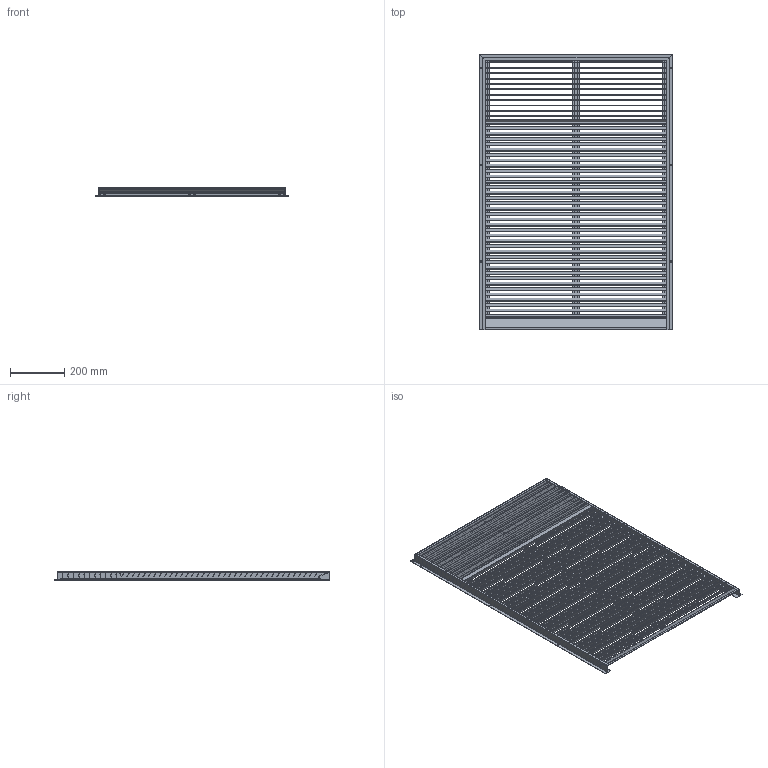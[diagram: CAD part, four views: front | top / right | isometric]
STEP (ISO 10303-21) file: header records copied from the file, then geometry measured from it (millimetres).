
FILE_DESCRIPTION (( 'STEP AP203' ), '1' );
FILE_NAME ('142-69-038-SP.STEP', '2017-09-07T12:11:56', ( 'admin' ), ( 'Microsoft' ), 'SwSTEP 2.0', 'SolidWorks 2016', '' );
FILE_SCHEMA (( 'CONFIG_CONTROL_DESIGN' ));
Length unit declared in the file: inch
Products named in the file (1): 142-69-038-SP
Bounding box: 711.2 x 1012.83 x 31.11 mm (x, y, z)
Volume: 1812563.6 mm3; surface area: 2373853.4 mm2
Topology: 55 solids, 55 shells, 546 faces, 1308 edges, 872 vertices
Faces by surface type: plane 492, cylinder 54
Entity records: 15595 total; most frequent: CARTESIAN_POINT 2727, ORIENTED_EDGE 2616, DIRECTION 2510, EDGE_CURVE 1308, LINE 1200, VECTOR 1200, VERTEX_POINT 872, AXIS2_PLACEMENT_3D 655
